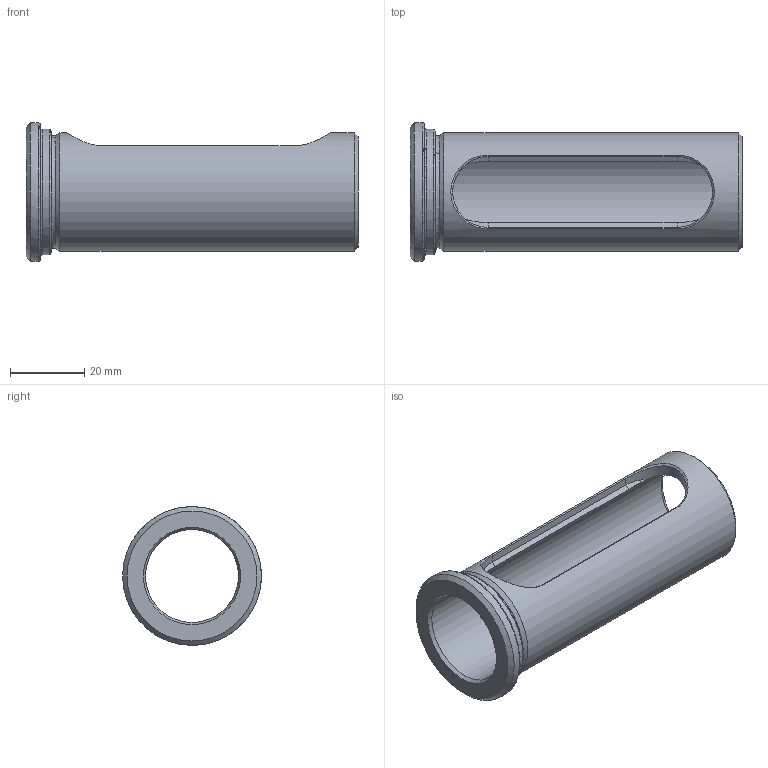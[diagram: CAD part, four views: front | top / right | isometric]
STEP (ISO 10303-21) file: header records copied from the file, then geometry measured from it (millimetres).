
FILE_DESCRIPTION((' '),'2;1');
FILE_NAME( 'HBC31.75x25.stp', '2024-05-09T11:15:47', (' '), ('--- Datakit www.datakit.com---'), ' Datakit CrossCadWare V2023.2 Mar 22 2023', 'DATAKIT 2024 (c)', ' ');
FILE_SCHEMA(('AP242_MANAGED_MODEL_BASED_3D_ENGINEERING_MIM_LF { 1 0 10303 442 1 1 4 }'));
Length unit declared in the file: millimetre
Products named in the file (1): Compo-1
Bounding box: 89.28 x 37.31 x 37.31 mm (x, y, z)
Volume: 23533 mm3; surface area: 15003.1 mm2
Topology: 1 solids, 1 shells, 31 faces, 73 edges, 45 vertices
Faces by surface type: plane 10, cone 9, cylinder 6, torus 4, bspline 2
Full cylindrical faces by diameter (mm): 25 x1, 31.75 x1, 33.884 x1, 37.313 x1
Entity records: 2161 total; most frequent: CARTESIAN_POINT 1482, DIRECTION 134, ORIENTED_EDGE 118, EDGE_CURVE 59, AXIS2_PLACEMENT_3D 57, EDGE_LOOP 50, VERTEX_POINT 45, FACE_OUTER_BOUND 31
